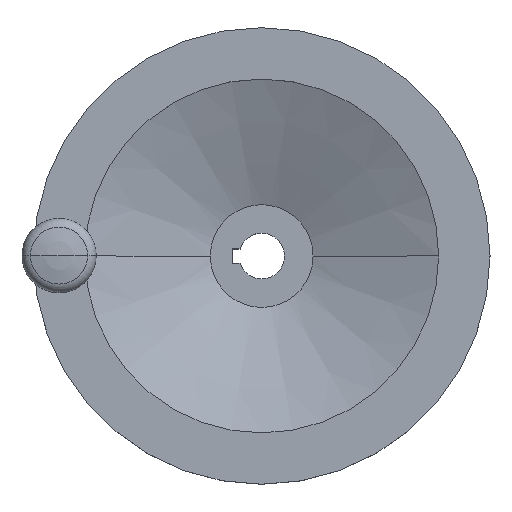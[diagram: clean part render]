
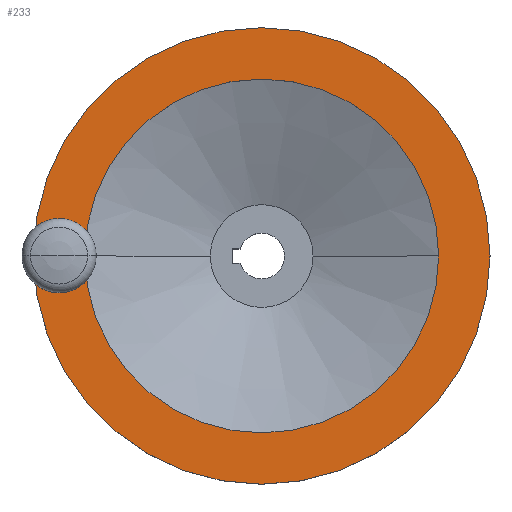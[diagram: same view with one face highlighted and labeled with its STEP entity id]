
A CAD part, top view. The second image highlights one B-rep face of the part: STEP entity #233.
In plain terms, the highlighted planar face has unit normal (0, 0, 1).
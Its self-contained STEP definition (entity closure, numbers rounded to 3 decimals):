
#191=EDGE_CURVE('',#279,#197,#523,.T.);
#197=VERTEX_POINT('',#529);
#213=EDGE_CURVE('',#367,#451,#549,.T.);
#221=EDGE_CURVE('',#197,#279,#559,.T.);
#233=ADVANCED_FACE('',(#572,#573,#574),#575,.T.);
#279=VERTEX_POINT('',#628);
#367=VERTEX_POINT('',#723);
#389=EDGE_CURVE('',#441,#415,#747,.T.);
#415=VERTEX_POINT('',#776);
#421=EDGE_CURVE('',#415,#441,#782,.T.);
#441=VERTEX_POINT('',#804);
#451=VERTEX_POINT('',#816);
#453=EDGE_CURVE('',#451,#367,#818,.T.);
#523=CIRCLE('',#886,80.0);
#529=CARTESIAN_POINT('',(-80.0,0.,39.0));
#549=CIRCLE('',#921,62.0);
#559=CIRCLE('',#934,80.0);
#572=FACE_BOUND('',#951,.T.);
#573=FACE_OUTER_BOUND('',#952,.T.);
#574=FACE_BOUND('',#953,.T.);
#575=PLANE('',#954);
#628=CARTESIAN_POINT('',(80.0,0.,39.0));
#723=CARTESIAN_POINT('',(-62.0,0.,39.0));
#747=CIRCLE('',#1179,6.5);
#776=CARTESIAN_POINT('',(-64.5,0.,39.0));
#782=CIRCLE('',#1227,6.5);
#804=CARTESIAN_POINT('',(-77.5,0.,39.0));
#816=CARTESIAN_POINT('',(62.0,0.,39.0));
#818=CIRCLE('',#1275,62.0);
#886=AXIS2_PLACEMENT_3D('',#1350,#1351,#1352);
#921=AXIS2_PLACEMENT_3D('',#1386,#1387,#1388);
#934=AXIS2_PLACEMENT_3D('',#1403,#1404,#1405);
#951=EDGE_LOOP('',(#1422,#1423));
#952=EDGE_LOOP('',(#1424,#1425));
#953=EDGE_LOOP('',(#1426,#1427));
#954=AXIS2_PLACEMENT_3D('',#1428,#1429,#1430);
#1179=AXIS2_PLACEMENT_3D('',#1627,#1628,#1629);
#1227=AXIS2_PLACEMENT_3D('',#1675,#1676,#1677);
#1275=AXIS2_PLACEMENT_3D('',#1718,#1719,#1720);
#1350=CARTESIAN_POINT('',(0.,0.,39.0));
#1351=DIRECTION('',(-0.0,0.0,-1.0));
#1352=DIRECTION('',(-1.0,0.,0.0));
#1386=CARTESIAN_POINT('',(0.,0.,39.0));
#1387=DIRECTION('',(-0.0,0.0,-1.0));
#1388=DIRECTION('',(-1.0,0.,0.0));
#1403=CARTESIAN_POINT('',(0.,0.,39.0));
#1404=DIRECTION('',(-0.0,0.0,-1.0));
#1405=DIRECTION('',(-1.0,0.,0.0));
#1422=ORIENTED_EDGE('',*,*,#389,.T.);
#1423=ORIENTED_EDGE('',*,*,#421,.T.);
#1424=ORIENTED_EDGE('',*,*,#221,.F.);
#1425=ORIENTED_EDGE('',*,*,#191,.F.);
#1426=ORIENTED_EDGE('',*,*,#213,.T.);
#1427=ORIENTED_EDGE('',*,*,#453,.T.);
#1428=CARTESIAN_POINT('',(-71.0,0.,39.0));
#1429=DIRECTION('',(0.0,0.0,1.0));
#1430=DIRECTION('',(-1.0,0.,0.0));
#1627=CARTESIAN_POINT('',(-71.0,0.,39.0));
#1628=DIRECTION('',(-0.0,0.0,-1.0));
#1629=DIRECTION('',(-1.0,0.,0.0));
#1675=CARTESIAN_POINT('',(-71.0,0.,39.0));
#1676=DIRECTION('',(-0.0,0.0,-1.0));
#1677=DIRECTION('',(-1.0,0.,0.0));
#1718=CARTESIAN_POINT('',(0.,0.,39.0));
#1719=DIRECTION('',(-0.0,0.0,-1.0));
#1720=DIRECTION('',(-1.0,0.,0.0));
